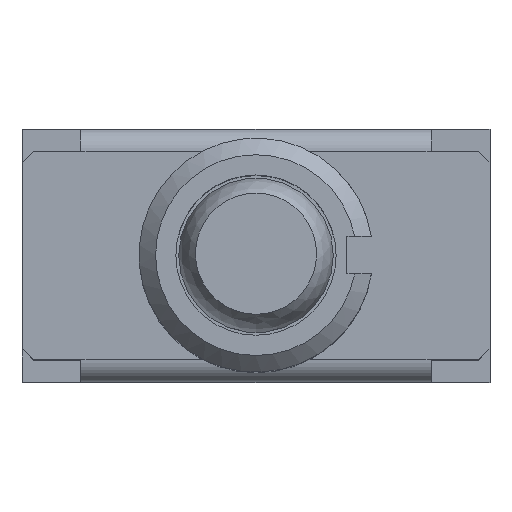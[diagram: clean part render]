
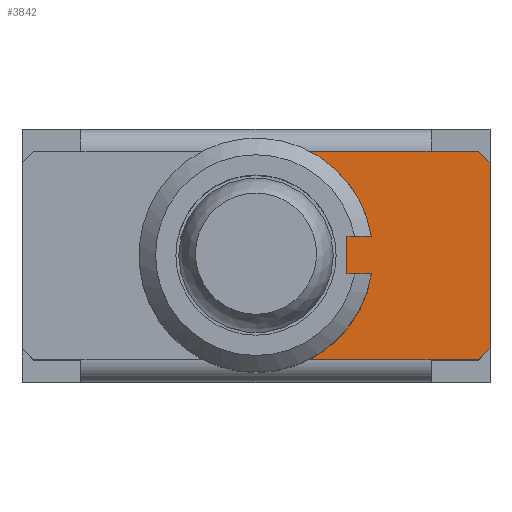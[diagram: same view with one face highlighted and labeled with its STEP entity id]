
A CAD part, top view. The second image highlights one B-rep face of the part: STEP entity #3842.
In plain terms, the highlighted planar face has unit normal (0, 0, 1).
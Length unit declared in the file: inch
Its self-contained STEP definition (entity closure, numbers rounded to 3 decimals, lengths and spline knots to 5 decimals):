
#207=FACE_OUTER_BOUND('',#438,.T.);
#438=EDGE_LOOP('',(#2761,#2762,#2763,#2764,#2765,#2766,#2767,#2768,#2769,
#2770,#2771,#2772));
#733=LINE('',#5891,#1144);
#737=LINE('',#5901,#1148);
#739=LINE('',#5904,#1150);
#747=LINE('',#5925,#1158);
#748=LINE('',#5927,#1159);
#749=LINE('',#5929,#1160);
#750=LINE('',#5931,#1161);
#751=LINE('',#5933,#1162);
#752=LINE('',#5935,#1163);
#753=LINE('',#5936,#1164);
#1144=VECTOR('',#4808,0.3937);
#1148=VECTOR('',#4818,0.3937);
#1150=VECTOR('',#4822,0.3937);
#1158=VECTOR('',#4842,0.3937);
#1159=VECTOR('',#4843,0.3937);
#1160=VECTOR('',#4844,0.3937);
#1161=VECTOR('',#4845,0.3937);
#1162=VECTOR('',#4846,0.3937);
#1163=VECTOR('',#4847,0.3937);
#1164=VECTOR('',#4848,0.3937);
#1447=CIRCLE('',#4162,0.125);
#1449=CIRCLE('',#4164,0.125);
#1620=VERTEX_POINT('',#5858);
#1622=VERTEX_POINT('',#5863);
#1630=VERTEX_POINT('',#5888);
#1631=VERTEX_POINT('',#5890);
#1633=VERTEX_POINT('',#5898);
#1634=VERTEX_POINT('',#5900);
#1641=VERTEX_POINT('',#5924);
#1642=VERTEX_POINT('',#5926);
#1643=VERTEX_POINT('',#5928);
#1644=VERTEX_POINT('',#5930);
#1645=VERTEX_POINT('',#5932);
#1646=VERTEX_POINT('',#5934);
#2019=EDGE_CURVE('',#1631,#1630,#733,.T.);
#2024=EDGE_CURVE('',#1634,#1633,#737,.T.);
#2026=EDGE_CURVE('',#1633,#1631,#739,.T.);
#2027=EDGE_CURVE('',#1622,#1634,#1447,.T.);
#2029=EDGE_CURVE('',#1630,#1620,#1449,.T.);
#2037=EDGE_CURVE('',#1620,#1641,#747,.T.);
#2038=EDGE_CURVE('',#1641,#1642,#748,.T.);
#2039=EDGE_CURVE('',#1643,#1642,#749,.T.);
#2040=EDGE_CURVE('',#1643,#1644,#750,.T.);
#2041=EDGE_CURVE('',#1645,#1644,#751,.T.);
#2042=EDGE_CURVE('',#1646,#1645,#752,.T.);
#2043=EDGE_CURVE('',#1622,#1646,#753,.T.);
#2761=ORIENTED_EDGE('',*,*,#2027,.T.);
#2762=ORIENTED_EDGE('',*,*,#2024,.T.);
#2763=ORIENTED_EDGE('',*,*,#2026,.T.);
#2764=ORIENTED_EDGE('',*,*,#2019,.T.);
#2765=ORIENTED_EDGE('',*,*,#2029,.T.);
#2766=ORIENTED_EDGE('',*,*,#2037,.T.);
#2767=ORIENTED_EDGE('',*,*,#2038,.T.);
#2768=ORIENTED_EDGE('',*,*,#2039,.F.);
#2769=ORIENTED_EDGE('',*,*,#2040,.T.);
#2770=ORIENTED_EDGE('',*,*,#2041,.F.);
#2771=ORIENTED_EDGE('',*,*,#2042,.F.);
#2772=ORIENTED_EDGE('',*,*,#2043,.F.);
#3407=PLANE('',#4166);
#3842=ADVANCED_FACE('',(#207),#3407,.T.);
#4162=AXIS2_PLACEMENT_3D('',#5906,#4825,#4826);
#4164=AXIS2_PLACEMENT_3D('',#5908,#4829,#4830);
#4166=AXIS2_PLACEMENT_3D('',#5923,#4840,#4841);
#4808=DIRECTION('',(1.,0.,0.));
#4818=DIRECTION('',(-1.,0.,0.));
#4822=DIRECTION('',(0.,-1.,0.));
#4825=DIRECTION('center_axis',(0.,0.,-1.));
#4826=DIRECTION('ref_axis',(0.987,0.161,0.));
#4829=DIRECTION('center_axis',(0.,0.,-1.));
#4830=DIRECTION('ref_axis',(0.987,0.161,0.));
#4840=DIRECTION('center_axis',(0.,0.,1.));
#4841=DIRECTION('ref_axis',(0.,-1.,0.));
#4842=DIRECTION('',(1.,0.,0.));
#4843=DIRECTION('',(1.,0.,0.));
#4844=DIRECTION('',(-0.707,-0.707,0.));
#4845=DIRECTION('',(0.,1.,0.));
#4846=DIRECTION('',(0.707,-0.707,0.));
#4847=DIRECTION('',(1.,0.,0.));
#4848=DIRECTION('',(1.,0.,0.));
#5858=CARTESIAN_POINT('',(0.05667,-0.11142,0.35));
#5863=CARTESIAN_POINT('',(0.05667,0.11142,0.35));
#5888=CARTESIAN_POINT('',(0.12338,-0.02008,0.35));
#5890=CARTESIAN_POINT('',(0.09705,-0.02008,0.35));
#5891=CARTESIAN_POINT('',(0.04852,-0.02008,0.35));
#5898=CARTESIAN_POINT('',(0.09705,0.02008,0.35));
#5900=CARTESIAN_POINT('',(0.12338,0.02008,0.35));
#5901=CARTESIAN_POINT('',(0.06169,0.02008,0.35));
#5904=CARTESIAN_POINT('',(0.09705,0.06575,0.35));
#5906=CARTESIAN_POINT('Origin',(0.,0.,
0.35));
#5908=CARTESIAN_POINT('Origin',(0.,0.,
0.35));
#5923=CARTESIAN_POINT('Origin',(0.,0.11142,0.35));
#5924=CARTESIAN_POINT('',(0.18701,-0.11142,0.35));
#5925=CARTESIAN_POINT('',(0.,-0.11142,0.35));
#5926=CARTESIAN_POINT('',(0.23819,-0.11142,0.35));
#5927=CARTESIAN_POINT('',(0.18701,-0.11142,0.35));
#5928=CARTESIAN_POINT('',(0.25,-0.09961,0.35));
#5929=CARTESIAN_POINT('',(0.2373,-0.1123,0.35));
#5930=CARTESIAN_POINT('',(0.25,0.09961,0.35));
#5931=CARTESIAN_POINT('',(0.25,0.11142,0.35));
#5932=CARTESIAN_POINT('',(0.23819,0.11142,0.35));
#5933=CARTESIAN_POINT('',(0.18159,0.16801,0.35));
#5934=CARTESIAN_POINT('',(0.18701,0.11142,0.35));
#5935=CARTESIAN_POINT('',(0.18701,0.11142,0.35));
#5936=CARTESIAN_POINT('',(0.,0.11142,0.35));
